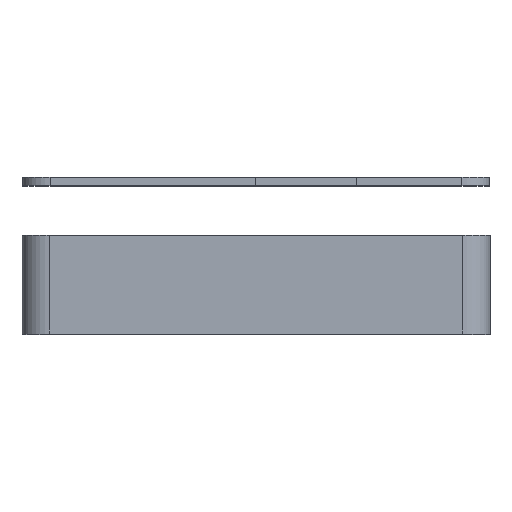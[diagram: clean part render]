
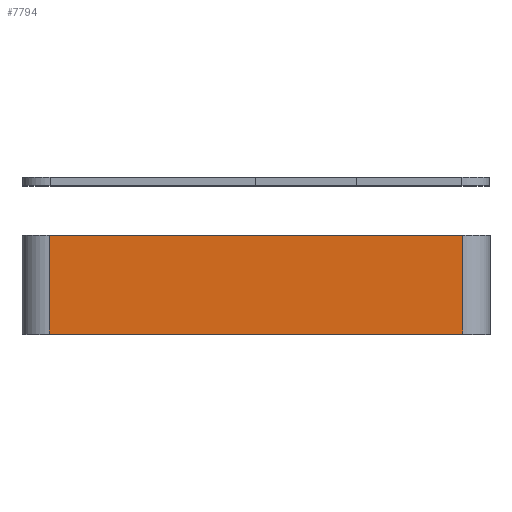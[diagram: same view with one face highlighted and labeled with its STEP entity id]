
A CAD part, top view. The second image highlights one B-rep face of the part: STEP entity #7794.
In plain terms, the highlighted planar face has unit normal (0, 0, 1).
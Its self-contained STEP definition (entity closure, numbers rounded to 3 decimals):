
#1187=FACE_OUTER_BOUND('',#1636,.T.);
#1636=EDGE_LOOP('',(#6877,#6878,#6879,#6880));
#1746=LINE('',#9336,#2355);
#2212=LINE('',#15365,#2821);
#2214=LINE('',#15382,#2823);
#2215=LINE('',#15384,#2824);
#2355=VECTOR('',#8200,10.);
#2821=VECTOR('',#8858,10.);
#2823=VECTOR('',#8882,10.);
#2824=VECTOR('',#8885,10.);
#3041=VERTEX_POINT('',#9333);
#3042=VERTEX_POINT('',#9335);
#3683=VERTEX_POINT('',#15351);
#3689=VERTEX_POINT('',#15363);
#3819=EDGE_CURVE('',#3041,#3042,#1746,.T.);
#4778=EDGE_CURVE('',#3689,#3683,#2212,.T.);
#4784=EDGE_CURVE('',#3683,#3041,#2214,.T.);
#4785=EDGE_CURVE('',#3042,#3689,#2215,.T.);
#6877=ORIENTED_EDGE('',*,*,#4784,.F.);
#6878=ORIENTED_EDGE('',*,*,#4778,.F.);
#6879=ORIENTED_EDGE('',*,*,#4785,.F.);
#6880=ORIENTED_EDGE('',*,*,#3819,.F.);
#7411=PLANE('',#8039);
#7794=ADVANCED_FACE('',(#1187),#7411,.T.);
#8039=AXIS2_PLACEMENT_3D('',#15383,#8883,#8884);
#8200=DIRECTION('',(1.,0.,0.));
#8858=DIRECTION('',(-1.,0.,0.));
#8882=DIRECTION('',(0.,1.,0.));
#8883=DIRECTION('center_axis',(0.,0.,1.));
#8884=DIRECTION('ref_axis',(1.,0.,0.));
#8885=DIRECTION('',(0.,-1.,0.));
#9333=CARTESIAN_POINT('',(-35.671,18.,43.32));
#9335=CARTESIAN_POINT('',(39.467,18.,43.32));
#9336=CARTESIAN_POINT('',(44.467,18.,43.32));
#15351=CARTESIAN_POINT('',(-35.671,0.,43.32));
#15363=CARTESIAN_POINT('',(39.467,0.,43.32));
#15365=CARTESIAN_POINT('',(44.467,0.,43.32));
#15382=CARTESIAN_POINT('',(-35.671,0.,43.32));
#15383=CARTESIAN_POINT('Origin',(-40.671,0.,43.32));
#15384=CARTESIAN_POINT('',(39.467,0.,43.32));
